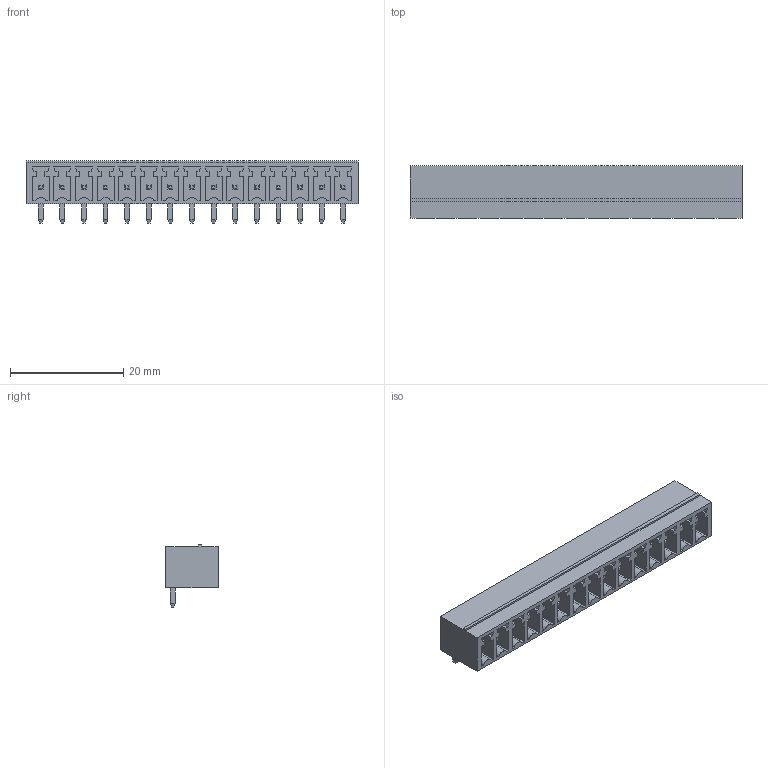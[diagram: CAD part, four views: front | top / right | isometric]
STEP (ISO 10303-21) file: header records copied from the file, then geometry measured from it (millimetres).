
FILE_DESCRIPTION(/* description */ ('model of PhoenixContact_MC-G_15x3.81mm_Angled.'),/* implementation_level */ FILE_NAME(/* name */ 'PhoenixContact_MC-G_15x3.81mm_Angled..stp',/* time_stamp */ '2017-02-27T14:56:49',/* author */ ('Rene Poeschl',''),/* organization */ (''),/* preprocessor_version */ '',/* originating_system */ '',/* authorisation */ '');
FILE_NAME(/* name */ 'PhoenixContact_MC-G_15x3.81mm_Angled..stp',/* time_stamp */ '2017-02-27T14:56:49',/* author */ ('Rene Poeschl',''),/* organization */ (''),/* preprocessor_version */ '',/* originating_system */ '',/* authorisation */ '');
FILE_SCHEMA(('AUTOMOTIVE_DESIGN_CC2 { 1 2 10303 214 -1 1 5 4 }'));
Length unit declared in the file: millimetre
Products named in the file (1): MC_01x15_G_3_81mm
Bounding box: 58.54 x 9.2 x 10.95 mm (x, y, z)
Volume: 2459.3 mm3; surface area: 4587.6 mm2
Topology: 1 solids, 1 shells, 505 faces, 1254 edges, 796 vertices
Faces by surface type: plane 490, cylinder 15
Entity records: 34193 total; most frequent: CARTESIAN_POINT 5394, DIRECTION 4549, LINE 3462, VECTOR 3462, ORIENTED_EDGE 2508, PCURVE 2508, DEFINITIONAL_REPRESENTATION 2508, EDGE_CURVE 1254
